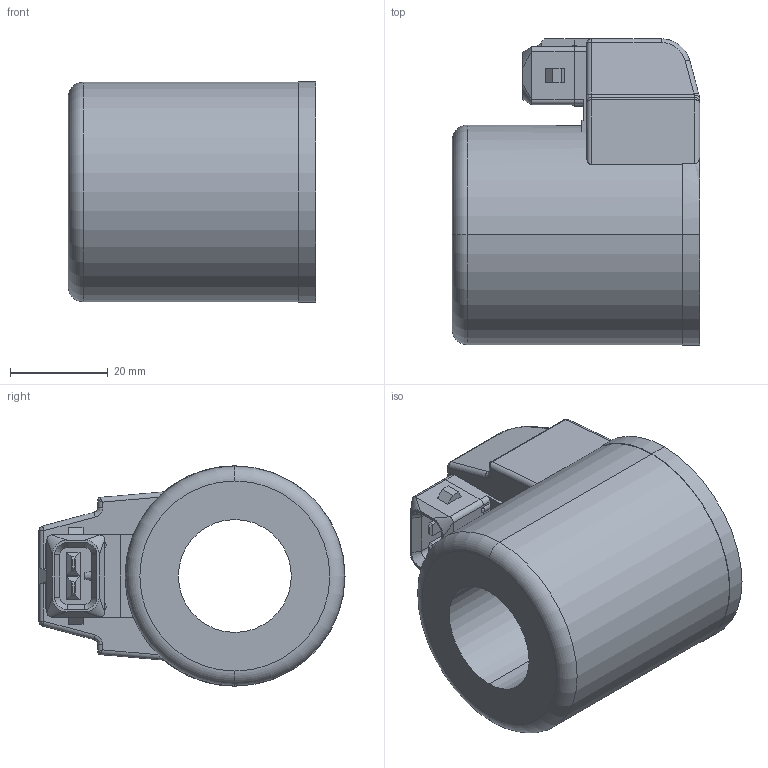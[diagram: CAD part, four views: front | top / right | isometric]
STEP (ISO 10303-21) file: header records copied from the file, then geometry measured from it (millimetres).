
FILE_DESCRIPTION (( 'STEP AP214' ), '1' );
FILE_NAME ('Magnetspule_45_JT.STEP', '2016-07-12T12:46:21', ( '' ), ( '' ), 'SwSTEP 2.0', 'SolidWorks 2014', '' );
FILE_SCHEMA (( 'AUTOMOTIVE_DESIGN' ));
Length unit declared in the file: millimetre
Products named in the file (1): Magnetspule_45_JT
Bounding box: 50.5 x 62.5 x 45 mm (x, y, z)
Volume: 72182 mm3; surface area: 16374.8 mm2
Topology: 4 solids, 4 shells, 187 faces, 458 edges, 277 vertices
Faces by surface type: plane 104, cylinder 48, bspline 28, cone 5, torus 2
Entity records: 6689 total; most frequent: CARTESIAN_POINT 1786, ORIENTED_EDGE 904, DIRECTION 813, EDGE_CURVE 452, VECTOR 303, LINE 303, VERTEX_POINT 277, AXIS2_PLACEMENT_3D 255
